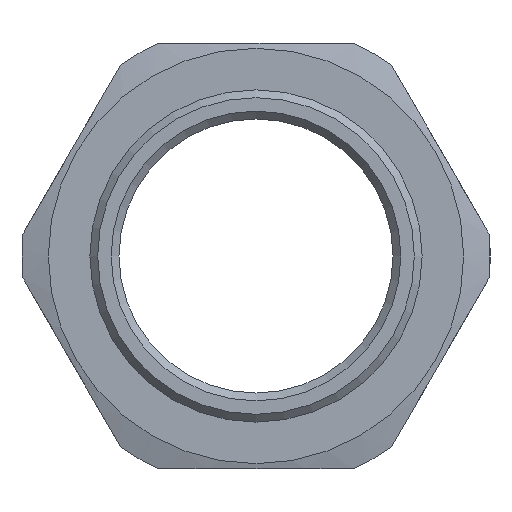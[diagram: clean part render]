
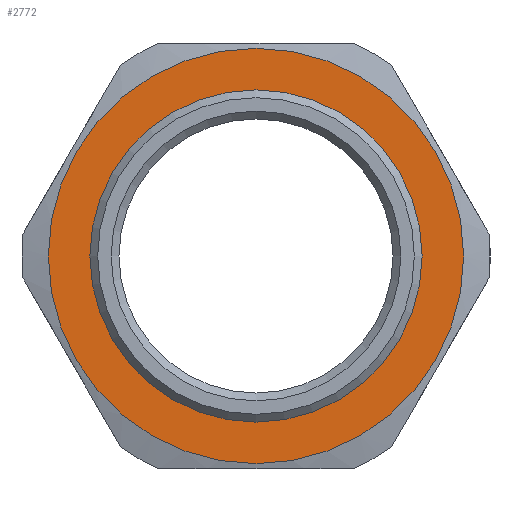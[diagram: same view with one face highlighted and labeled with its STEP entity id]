
A CAD part, left-side view. The second image highlights one B-rep face of the part: STEP entity #2772.
In plain terms, the highlighted planar face has unit normal (-1, 0, 0).
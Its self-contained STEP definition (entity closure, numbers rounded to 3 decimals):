
#598 = ORIENTED_EDGE ( 'NONE', *, *, #2179, .T. ) ;
#770 = ORIENTED_EDGE ( 'NONE', *, *, #2342, .F. ) ;
#1572 = EDGE_LOOP ( 'NONE', ( #598 ) ) ;
#1807 = AXIS2_PLACEMENT_3D ( 'NONE', #3535, #3565, #3527 ) ;
#2179 = EDGE_CURVE ( 'NONE', #3980, #3980, #6786, .T. ) ;
#2342 = EDGE_CURVE ( 'NONE', #3963, #3963, #6593, .T. ) ;
#2772 = ADVANCED_FACE ( 'NONE', ( #6253, #6264 ), #3543, .F. ) ;
#2787 = AXIS2_PLACEMENT_3D ( 'NONE', #5400, #5383, #5380 ) ;
#3525 = CARTESIAN_POINT ( 'NONE',  ( 15.3, 0., -20. ) ) ;
#3527 = DIRECTION ( 'NONE',  ( 0., 0., -1. ) ) ;
#3535 = CARTESIAN_POINT ( 'NONE',  ( 15.3, 16., 0. ) ) ;
#3543 = PLANE ( 'NONE',  #1807 ) ;
#3565 = DIRECTION ( 'NONE',  ( 1., 0., 0. ) ) ;
#3963 = VERTEX_POINT ( 'NONE', #3525 ) ;
#3980 = VERTEX_POINT ( 'NONE', #5387 ) ;
#4806 = EDGE_LOOP ( 'NONE', ( #770 ) ) ;
#5380 = DIRECTION ( 'NONE',  ( 0., 0., -1. ) ) ;
#5383 = DIRECTION ( 'NONE',  ( 1., 0., 0. ) ) ;
#5387 = CARTESIAN_POINT ( 'NONE',  ( 15.3, 0., -16. ) ) ;
#5400 = CARTESIAN_POINT ( 'NONE',  ( 15.3, 0., 0. ) ) ;
#5879 = DIRECTION ( 'NONE',  ( 0., 0., -1. ) ) ;
#5888 = DIRECTION ( 'NONE',  ( 1., 0., 0. ) ) ;
#5897 = CARTESIAN_POINT ( 'NONE',  ( 15.3, 0., 0. ) ) ;
#6253 = FACE_OUTER_BOUND ( 'NONE', #4806, .T. ) ;
#6264 = FACE_BOUND ( 'NONE', #1572, .T. ) ;
#6593 = CIRCLE ( 'NONE', #2787, 20. ) ;
#6714 = AXIS2_PLACEMENT_3D ( 'NONE', #5897, #5888, #5879 ) ;
#6786 = CIRCLE ( 'NONE', #6714, 16. ) ;
